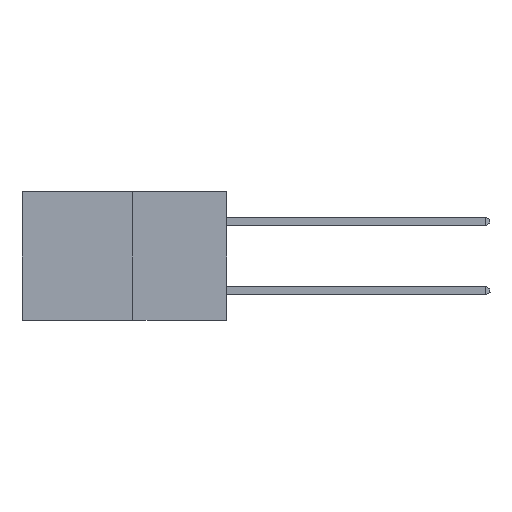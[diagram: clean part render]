
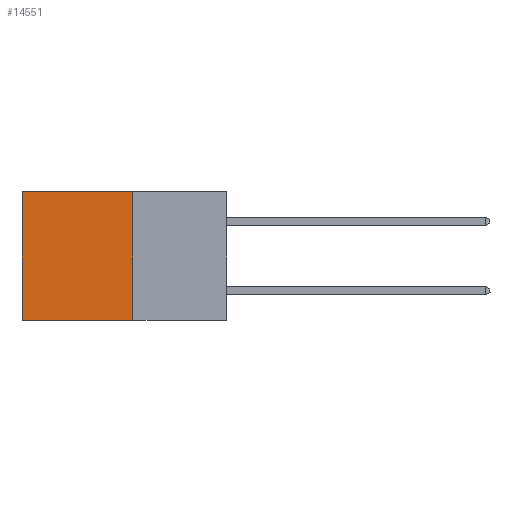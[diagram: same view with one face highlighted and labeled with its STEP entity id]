
A CAD part, left-side view. The second image highlights one B-rep face of the part: STEP entity #14551.
In plain terms, the highlighted planar face has unit normal (-1, 0, 0).
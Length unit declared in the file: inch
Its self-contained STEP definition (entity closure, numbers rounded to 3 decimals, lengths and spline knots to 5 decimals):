
#654 = ORIENTED_EDGE ( 'NONE', *, *, #21337, .F. ) ;
#1102 = DIRECTION ( 'NONE',  ( 0., 1., 0. ) ) ;
#2418 = ORIENTED_EDGE ( 'NONE', *, *, #20637, .T. ) ;
#2659 = VECTOR ( 'NONE', #23256, 39.37008 ) ;
#2745 = LINE ( 'NONE', #3687, #12090 ) ;
#2895 = CARTESIAN_POINT ( 'NONE',  ( 0.277, 0.27, 0. ) ) ;
#2947 = CARTESIAN_POINT ( 'NONE',  ( 0.277, 0.27, -0.37 ) ) ;
#3266 = EDGE_LOOP ( 'NONE', ( #21737, #22225, #654, #2418 ) ) ;
#3687 = CARTESIAN_POINT ( 'NONE',  ( 0.277, 0.59, -0.37 ) ) ;
#5327 = CARTESIAN_POINT ( 'NONE',  ( 0.277, 0.27, -0.37 ) ) ;
#5566 = DIRECTION ( 'NONE',  ( 0., 0., -1. ) ) ;
#6755 = VECTOR ( 'NONE', #1102, 39.37008 ) ;
#8105 = VERTEX_POINT ( 'NONE', #12667 ) ;
#9329 = EDGE_CURVE ( 'NONE', #14247, #8105, #23406, .T. ) ;
#10925 = DIRECTION ( 'NONE',  ( 1., 0., 0. ) ) ;
#11322 = CARTESIAN_POINT ( 'NONE',  ( 0.277, 0.27, 0. ) ) ;
#11398 = LINE ( 'NONE', #2947, #2659 ) ;
#12090 = VECTOR ( 'NONE', #5566, 39.37008 ) ;
#12667 = CARTESIAN_POINT ( 'NONE',  ( 0.277, 0.59, -0.37 ) ) ;
#14247 = VERTEX_POINT ( 'NONE', #21194 ) ;
#14551 = ADVANCED_FACE ( 'NONE', ( #16879 ), #21996, .F. ) ;
#14687 = VERTEX_POINT ( 'NONE', #11322 ) ;
#15727 = CARTESIAN_POINT ( 'NONE',  ( 0.277, 0.59, 0. ) ) ;
#16879 = FACE_OUTER_BOUND ( 'NONE', #3266, .T. ) ;
#18123 = DIRECTION ( 'NONE',  ( 0., 1., 0. ) ) ;
#18847 = EDGE_CURVE ( 'NONE', #22661, #8105, #2745, .T. ) ;
#20637 = EDGE_CURVE ( 'NONE', #14687, #22661, #21550, .T. ) ;
#21194 = CARTESIAN_POINT ( 'NONE',  ( 0.277, 0.27, -0.37 ) ) ;
#21337 = EDGE_CURVE ( 'NONE', #14687, #14247, #11398, .T. ) ;
#21550 = LINE ( 'NONE', #2895, #6755 ) ;
#21729 = CARTESIAN_POINT ( 'NONE',  ( 0.277, 0.27, -0.37 ) ) ;
#21737 = ORIENTED_EDGE ( 'NONE', *, *, #18847, .T. ) ;
#21996 = PLANE ( 'NONE',  #23686 ) ;
#22225 = ORIENTED_EDGE ( 'NONE', *, *, #9329, .F. ) ;
#22661 = VERTEX_POINT ( 'NONE', #15727 ) ;
#22841 = VECTOR ( 'NONE', #18123, 39.37008 ) ;
#23256 = DIRECTION ( 'NONE',  ( 0., 0., -1. ) ) ;
#23406 = LINE ( 'NONE', #21729, #22841 ) ;
#23686 = AXIS2_PLACEMENT_3D ( 'NONE', #5327, #10925, #23812 ) ;
#23812 = DIRECTION ( 'NONE',  ( 0., 0., -1. ) ) ;
